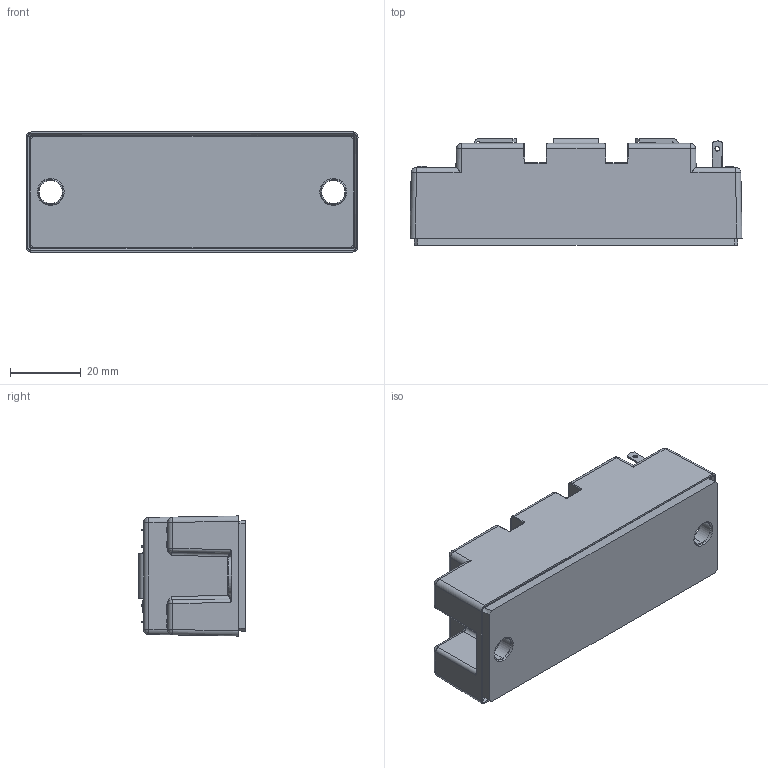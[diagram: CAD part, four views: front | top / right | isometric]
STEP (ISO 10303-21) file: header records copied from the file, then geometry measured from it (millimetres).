
FILE_DESCRIPTION (( 'STEP AP214' ), '1' );
FILE_NAME ('semitrans 2 mastermodell.STEP', '2013-07-19T09:10:56', ( 'sem' ), ( 'Microsoft' ), 'SwSTEP 2.0', 'SolidWorks 2010', '' );
FILE_SCHEMA (( 'AUTOMOTIVE_DESIGN' ));
Length unit declared in the file: millimetre
Products named in the file (1): semitrans 2 mastermodell
Bounding box: 94 x 30.18 x 34 mm (x, y, z)
Surface area: 17393.6 mm2 (no closed solid volume)
Topology: 0 solids, 9 shells, 488 faces, 1369 edges, 895 vertices
Faces by surface type: plane 206, bspline 154, cylinder 115, cone 13
Entity records: 26673 total; most frequent: CARTESIAN_POINT 14454, ORIENTED_EDGE 2478, DIRECTION 1651, EDGE_CURVE 1359, VERTEX_POINT 895, LINE 661, VECTOR 661, EDGE_LOOP 551
